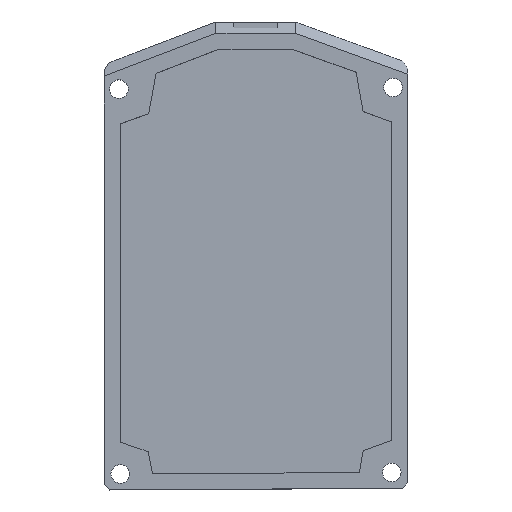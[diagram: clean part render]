
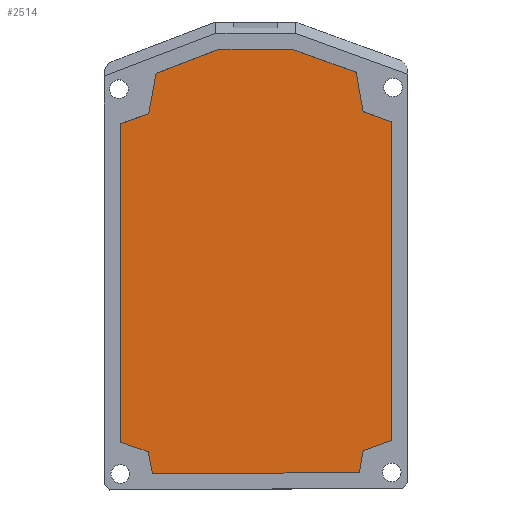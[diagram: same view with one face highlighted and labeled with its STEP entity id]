
A CAD part, top view. The second image highlights one B-rep face of the part: STEP entity #2514.
In plain terms, the highlighted planar face has unit normal (0, 0, 1).
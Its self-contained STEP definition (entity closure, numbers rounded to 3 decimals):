
#244=FACE_OUTER_BOUND('',#397,.T.);
#397=EDGE_LOOP('',(#2191,#2192,#2193,#2194,#2195,#2196,#2197,#2198,#2199,
#2200,#2201,#2202,#2203,#2204));
#674=LINE('',#4102,#963);
#676=LINE('',#4106,#965);
#677=LINE('',#4108,#966);
#678=LINE('',#4110,#967);
#679=LINE('',#4112,#968);
#680=LINE('',#4114,#969);
#681=LINE('',#4116,#970);
#682=LINE('',#4118,#971);
#683=LINE('',#4120,#972);
#684=LINE('',#4122,#973);
#685=LINE('',#4124,#974);
#686=LINE('',#4126,#975);
#687=LINE('',#4128,#976);
#688=LINE('',#4129,#977);
#963=VECTOR('',#3374,10.);
#965=VECTOR('',#3378,10.);
#966=VECTOR('',#3379,10.);
#967=VECTOR('',#3380,10.);
#968=VECTOR('',#3381,10.);
#969=VECTOR('',#3382,10.);
#970=VECTOR('',#3383,10.);
#971=VECTOR('',#3384,10.);
#972=VECTOR('',#3385,10.);
#973=VECTOR('',#3386,10.);
#974=VECTOR('',#3387,10.);
#975=VECTOR('',#3388,10.);
#976=VECTOR('',#3389,10.);
#977=VECTOR('',#3390,10.);
#1210=VERTEX_POINT('',#4099);
#1211=VERTEX_POINT('',#4101);
#1212=VERTEX_POINT('',#4105);
#1213=VERTEX_POINT('',#4107);
#1214=VERTEX_POINT('',#4109);
#1215=VERTEX_POINT('',#4111);
#1216=VERTEX_POINT('',#4113);
#1217=VERTEX_POINT('',#4115);
#1218=VERTEX_POINT('',#4117);
#1219=VERTEX_POINT('',#4119);
#1220=VERTEX_POINT('',#4121);
#1221=VERTEX_POINT('',#4123);
#1222=VERTEX_POINT('',#4125);
#1223=VERTEX_POINT('',#4127);
#1547=EDGE_CURVE('',#1211,#1210,#674,.T.);
#1549=EDGE_CURVE('',#1212,#1210,#676,.T.);
#1550=EDGE_CURVE('',#1213,#1212,#677,.T.);
#1551=EDGE_CURVE('',#1213,#1214,#678,.T.);
#1552=EDGE_CURVE('',#1215,#1214,#679,.T.);
#1553=EDGE_CURVE('',#1216,#1215,#680,.T.);
#1554=EDGE_CURVE('',#1216,#1217,#681,.T.);
#1555=EDGE_CURVE('',#1218,#1217,#682,.T.);
#1556=EDGE_CURVE('',#1219,#1218,#683,.T.);
#1557=EDGE_CURVE('',#1220,#1219,#684,.T.);
#1558=EDGE_CURVE('',#1221,#1220,#685,.T.);
#1559=EDGE_CURVE('',#1222,#1221,#686,.T.);
#1560=EDGE_CURVE('',#1223,#1222,#687,.T.);
#1561=EDGE_CURVE('',#1223,#1211,#688,.F.);
#2191=ORIENTED_EDGE('',*,*,#1547,.T.);
#2192=ORIENTED_EDGE('',*,*,#1549,.F.);
#2193=ORIENTED_EDGE('',*,*,#1550,.F.);
#2194=ORIENTED_EDGE('',*,*,#1551,.T.);
#2195=ORIENTED_EDGE('',*,*,#1552,.F.);
#2196=ORIENTED_EDGE('',*,*,#1553,.F.);
#2197=ORIENTED_EDGE('',*,*,#1554,.T.);
#2198=ORIENTED_EDGE('',*,*,#1555,.F.);
#2199=ORIENTED_EDGE('',*,*,#1556,.F.);
#2200=ORIENTED_EDGE('',*,*,#1557,.F.);
#2201=ORIENTED_EDGE('',*,*,#1558,.F.);
#2202=ORIENTED_EDGE('',*,*,#1559,.F.);
#2203=ORIENTED_EDGE('',*,*,#1560,.F.);
#2204=ORIENTED_EDGE('',*,*,#1561,.T.);
#2382=PLANE('',#2730);
#2514=ADVANCED_FACE('',(#244),#2382,.T.);
#2730=AXIS2_PLACEMENT_3D('',#4104,#3376,#3377);
#3374=DIRECTION('',(-0.934,-0.357,0.));
#3376=DIRECTION('center_axis',(0.,0.,1.));
#3377=DIRECTION('ref_axis',(1.,0.,0.));
#3378=DIRECTION('',(0.18,0.984,0.));
#3379=DIRECTION('',(0.942,0.336,0.));
#3380=DIRECTION('',(0.,-1.,0.));
#3381=DIRECTION('',(-0.946,0.324,0.));
#3382=DIRECTION('',(-0.192,0.981,0.));
#3383=DIRECTION('',(1.,0.006,0.));
#3384=DIRECTION('',(-0.178,-0.984,0.));
#3385=DIRECTION('',(-0.941,-0.338,0.));
#3386=DIRECTION('',(0.,-1.,0.));
#3387=DIRECTION('',(0.94,-0.342,0.));
#3388=DIRECTION('',(0.174,-0.985,0.));
#3389=DIRECTION('',(0.94,-0.342,0.));
#3390=DIRECTION('',(1.,0.,0.));
#4099=CARTESIAN_POINT('',(-19.952,41.412,3.));
#4101=CARTESIAN_POINT('',(-8.125,45.928,3.));
#4102=CARTESIAN_POINT('',(-11.481,44.647,3.));
#4104=CARTESIAN_POINT('Origin',(-1.128,5.915,3.));
#4105=CARTESIAN_POINT('',(-21.347,33.798,3.));
#4106=CARTESIAN_POINT('',(-23.334,22.953,3.));
#4107=CARTESIAN_POINT('',(-26.699,31.891,3.));
#4108=CARTESIAN_POINT('',(-20.458,34.115,3.));
#4109=CARTESIAN_POINT('',(-26.699,-28.089,3.));
#4110=CARTESIAN_POINT('',(-26.699,23.408,3.));
#4111=CARTESIAN_POINT('',(-21.436,-29.891,3.));
#4112=CARTESIAN_POINT('',(-18.654,-30.844,3.));
#4113=CARTESIAN_POINT('',(-20.621,-34.045,3.));
#4114=CARTESIAN_POINT('',(-23.795,-17.865,3.));
#4115=CARTESIAN_POINT('',(18.326,-33.814,3.));
#4116=CARTESIAN_POINT('',(-15.304,-34.013,3.));
#4117=CARTESIAN_POINT('',(19.074,-29.677,3.));
#4118=CARTESIAN_POINT('',(21.714,-15.063,3.));
#4119=CARTESIAN_POINT('',(24.443,-27.748,3.));
#4120=CARTESIAN_POINT('',(19.467,-29.536,3.));
#4121=CARTESIAN_POINT('',(24.443,32.227,3.));
#4122=CARTESIAN_POINT('',(24.443,-15.423,3.));
#4123=CARTESIAN_POINT('',(19.044,34.192,3.));
#4124=CARTESIAN_POINT('',(15.496,35.484,3.));
#4125=CARTESIAN_POINT('',(17.742,41.579,3.));
#4126=CARTESIAN_POINT('',(20.356,26.751,3.));
#4127=CARTESIAN_POINT('',(5.792,45.928,3.));
#4128=CARTESIAN_POINT('',(19.479,40.946,3.));
#4129=CARTESIAN_POINT('',(2.597,45.928,3.));
